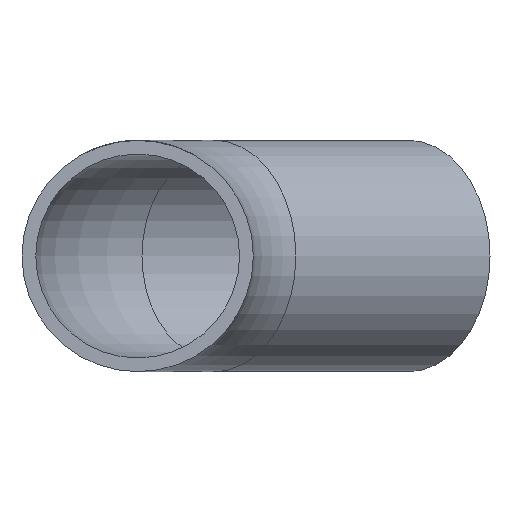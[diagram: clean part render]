
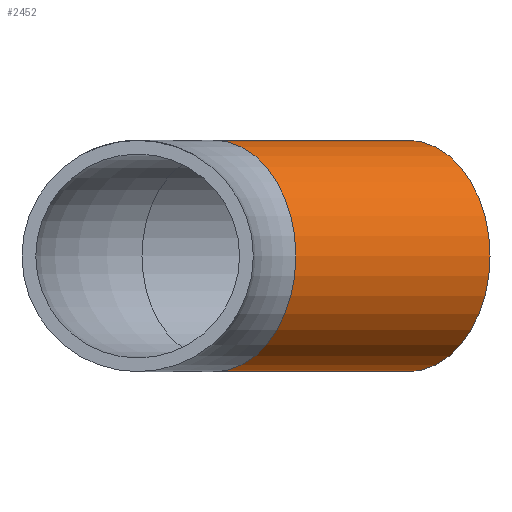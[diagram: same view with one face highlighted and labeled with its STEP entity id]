
A CAD part, front view. The second image highlights one B-rep face of the part: STEP entity #2452.
In plain terms, the highlighted cylindrical face has radius 16.85 mm (diameter 33.7 mm), a full revolution.
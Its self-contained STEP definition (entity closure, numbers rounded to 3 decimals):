
#298 = AXIS2_PLACEMENT_3D ( 'NONE', #3364, #1021, #1339 ) ;
#395 = DIRECTION ( 'NONE',  ( 0.707, 0.707, 0. ) ) ;
#467 = DIRECTION ( 'NONE',  ( 0., 0., 1. ) ) ;
#618 = VERTEX_POINT ( 'NONE', #1656 ) ;
#901 = CIRCLE ( 'NONE', #2818, 16.85 ) ;
#912 = CARTESIAN_POINT ( 'NONE',  ( -26.87, 66.87, 0. ) ) ;
#1021 = DIRECTION ( 'NONE',  ( 0.707, 0.707, 0. ) ) ;
#1069 = ORIENTED_EDGE ( 'NONE', *, *, #2834, .F. ) ;
#1172 = FACE_OUTER_BOUND ( 'NONE', #3229, .T. ) ;
#1239 = DIRECTION ( 'NONE',  ( 0.707, 0.707, 0. ) ) ;
#1339 = DIRECTION ( 'NONE',  ( 0., 0., 1. ) ) ;
#1656 = CARTESIAN_POINT ( 'NONE',  ( -26.87, 66.87, 16.85 ) ) ;
#1756 = CARTESIAN_POINT ( 'NONE',  ( -26.87, 66.87, 0. ) ) ;
#1894 = CARTESIAN_POINT ( 'NONE',  ( 1.414, 95.154, 16.85 ) ) ;
#1897 = AXIS2_PLACEMENT_3D ( 'NONE', #912, #395, #2999 ) ;
#1958 = FACE_OUTER_BOUND ( 'NONE', #2431, .T. ) ;
#2056 = CIRCLE ( 'NONE', #298, 16.85 ) ;
#2431 = EDGE_LOOP ( 'NONE', ( #1069 ) ) ;
#2452 = ADVANCED_FACE ( 'NONE', ( #1958, #1172 ), #3257, .T. ) ;
#2457 = ORIENTED_EDGE ( 'NONE', *, *, #2807, .T. ) ;
#2807 = EDGE_CURVE ( 'NONE', #618, #618, #901, .T. ) ;
#2818 = AXIS2_PLACEMENT_3D ( 'NONE', #1756, #1239, #467 ) ;
#2834 = EDGE_CURVE ( 'NONE', #3163, #3163, #2056, .T. ) ;
#2999 = DIRECTION ( 'NONE',  ( -0.707, 0.707, 0. ) ) ;
#3163 = VERTEX_POINT ( 'NONE', #1894 ) ;
#3229 = EDGE_LOOP ( 'NONE', ( #2457 ) ) ;
#3257 = CYLINDRICAL_SURFACE ( 'NONE', #1897, 16.85 ) ;
#3364 = CARTESIAN_POINT ( 'NONE',  ( 1.414, 95.154, 0. ) ) ;
